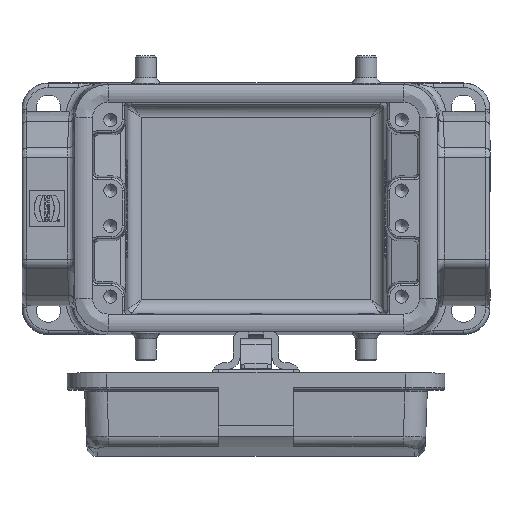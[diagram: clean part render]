
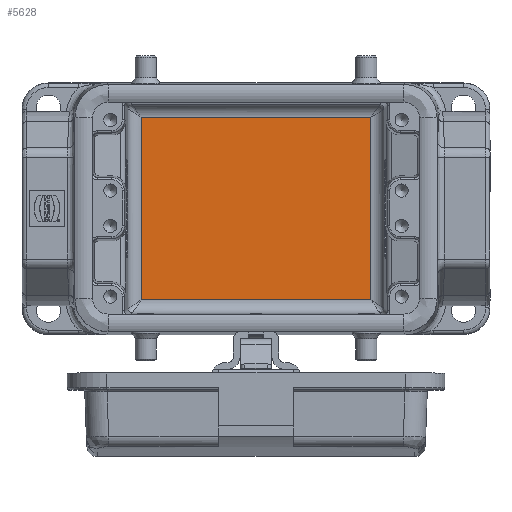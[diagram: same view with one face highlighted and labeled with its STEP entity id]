
A CAD part, top view. The second image highlights one B-rep face of the part: STEP entity #5628.
In plain terms, the highlighted planar face has unit normal (0, 0, 1).
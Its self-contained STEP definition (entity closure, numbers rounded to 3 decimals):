
#4981=FACE_OUTER_BOUND('',#9727,.T.);
#5628=ADVANCED_FACE('',(#4981),#6309,.F.);
#6309=PLANE('',#17982);
#7590=LINE('',#23738,#8573);
#7591=LINE('',#23764,#8574);
#7592=LINE('',#23766,#8575);
#7593=LINE('',#23768,#8576);
#8573=VECTOR('',#19397,1.);
#8574=VECTOR('',#19400,1.);
#8575=VECTOR('',#19401,1.);
#8576=VECTOR('',#19402,1.);
#9727=EDGE_LOOP('',(#11009,#11010,#11011,#11012));
#11009=ORIENTED_EDGE('',*,*,#15589,.F.);
#11010=ORIENTED_EDGE('',*,*,#15587,.F.);
#11011=ORIENTED_EDGE('',*,*,#15590,.F.);
#11012=ORIENTED_EDGE('',*,*,#15591,.F.);
#14328=VERTEX_POINT('',#23646);
#14329=VERTEX_POINT('',#23739);
#14330=VERTEX_POINT('',#23765);
#14331=VERTEX_POINT('',#23767);
#15587=EDGE_CURVE('',#14329,#14328,#7590,.T.);
#15589=EDGE_CURVE('',#14328,#14330,#7591,.T.);
#15590=EDGE_CURVE('',#14331,#14329,#7592,.T.);
#15591=EDGE_CURVE('',#14330,#14331,#7593,.T.);
#17982=AXIS2_PLACEMENT_3D('',#23769,#19403,#19404);
#19397=DIRECTION('',(1.,0.,0.));
#19400=DIRECTION('',(0.,-1.,0.));
#19401=DIRECTION('',(0.,1.,0.));
#19402=DIRECTION('',(-1.,0.,0.));
#19403=DIRECTION('',(0.,0.,-1.));
#19404=DIRECTION('',(1.,0.,0.));
#23646=CARTESIAN_POINT('',(26.037,20.629,-65.));
#23738=CARTESIAN_POINT('',(-26.037,20.629,-65.));
#23739=CARTESIAN_POINT('',(-26.037,20.629,-65.));
#23764=CARTESIAN_POINT('',(26.037,20.629,-65.));
#23765=CARTESIAN_POINT('',(26.037,-20.629,-65.));
#23766=CARTESIAN_POINT('',(-26.037,-20.629,-65.));
#23767=CARTESIAN_POINT('',(-26.037,-20.629,-65.));
#23768=CARTESIAN_POINT('',(26.037,-20.629,-65.));
#23769=CARTESIAN_POINT('',(-29.,24.335,-65.));
